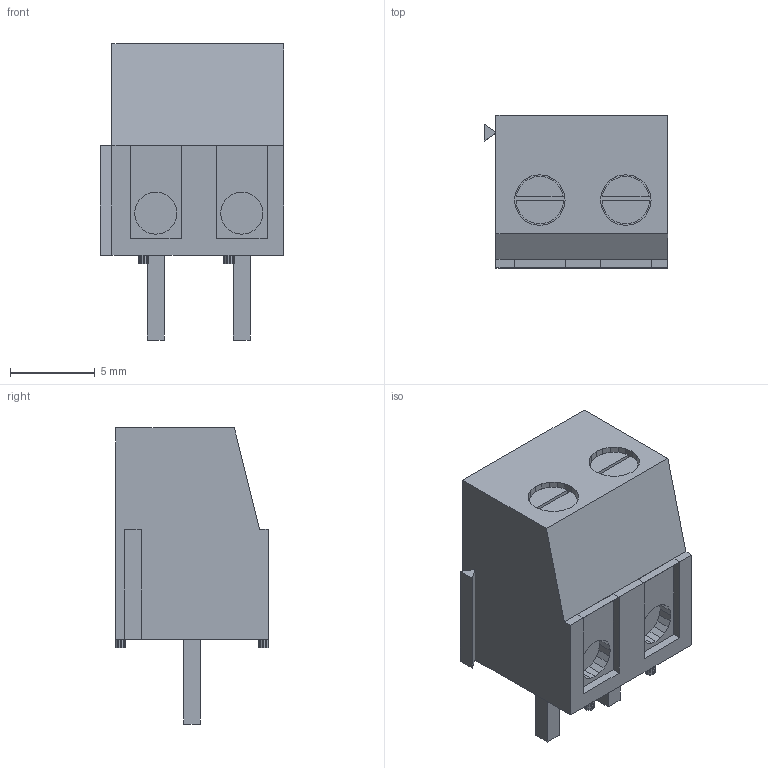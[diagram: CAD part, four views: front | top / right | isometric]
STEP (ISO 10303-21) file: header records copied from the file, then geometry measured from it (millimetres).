
FILE_DESCRIPTION(('FreeCAD Model'),'2;1');
FILE_NAME('OSTTA02416.step','2020-09-20T02:56:37',('kicad StepUp'),( 'ksu MCAD'),'Open CASCADE STEP processor 7.4','FreeCAD','Unknown');
FILE_SCHEMA(('AUTOMOTIVE_DESIGN { 1 0 10303 214 1 1 1 1 }'));
Length unit declared in the file: millimetre
Products named in the file (1): OSTTA02416
Bounding box: 10.86 x 9.1 x 17.5 mm (x, y, z)
Volume: 957.1 mm3; surface area: 973.1 mm2
Topology: 1 solids, 5 shells, 390 faces, 1093 edges, 725 vertices
Faces by surface type: plane 390
Entity records: 15004 total; most frequent: CARTESIAN_POINT 2209, ORIENTED_EDGE 2186, DIRECTION 1875, EDGE_CURVE 1093, LINE 1093, VECTOR 1093, VERTEX_POINT 725, FACE_BOUND 402
